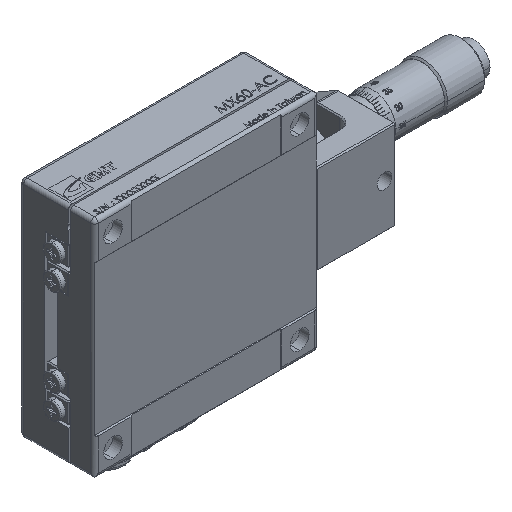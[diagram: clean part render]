
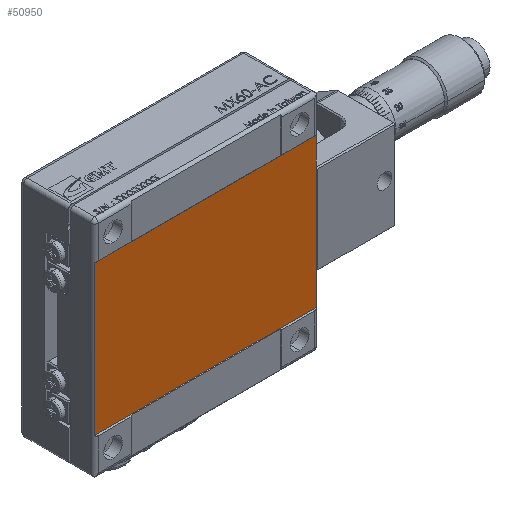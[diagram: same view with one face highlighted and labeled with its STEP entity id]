
A CAD part, isometric view. The second image highlights one B-rep face of the part: STEP entity #50950.
In plain terms, the highlighted planar face has unit normal (0, -1, 0).
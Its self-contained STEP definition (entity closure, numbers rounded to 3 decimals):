
#4247 = EDGE_CURVE ( 'NONE', #9523, #98535, #117292, .T. ) ;
#5705 = CARTESIAN_POINT ( 'NONE',  ( 31.374, -10.094, 20. ) ) ;
#8198 = LINE ( 'NONE', #75143, #81348 ) ;
#8319 = ORIENTED_EDGE ( 'NONE', *, *, #47414, .T. ) ;
#9523 = VERTEX_POINT ( 'NONE', #62314 ) ;
#9974 = FACE_OUTER_BOUND ( 'NONE', #26396, .T. ) ;
#16572 = CARTESIAN_POINT ( 'NONE',  ( -28.341, -10.094, -20. ) ) ;
#17143 = ORIENTED_EDGE ( 'NONE', *, *, #4247, .T. ) ;
#19363 = EDGE_CURVE ( 'NONE', #38040, #98535, #8198, .T. ) ;
#25940 = DIRECTION ( 'NONE',  ( 0., 0., 1. ) ) ;
#26396 = EDGE_LOOP ( 'NONE', ( #66045, #8319, #68004, #17143 ) ) ;
#26725 = CARTESIAN_POINT ( 'NONE',  ( 31.088, -10.094, -20. ) ) ;
#31384 = PLANE ( 'NONE',  #35552 ) ;
#35552 = AXIS2_PLACEMENT_3D ( 'NONE', #104762, #105963, #51021 ) ;
#38040 = VERTEX_POINT ( 'NONE', #61257 ) ;
#44125 = VECTOR ( 'NONE', #55314, 1000. ) ;
#47414 = EDGE_CURVE ( 'NONE', #38040, #74185, #105201, .T. ) ;
#50950 = ADVANCED_FACE ( 'NONE', ( #9974 ), #31384, .F. ) ;
#51021 = DIRECTION ( 'NONE',  ( 0., 0., 1. ) ) ;
#55314 = DIRECTION ( 'NONE',  ( 0., 0., -1. ) ) ;
#56355 = VECTOR ( 'NONE', #25940, 1000. ) ;
#61257 = CARTESIAN_POINT ( 'NONE',  ( 31.088, -10.094, -20. ) ) ;
#62314 = CARTESIAN_POINT ( 'NONE',  ( -28.341, -10.094, 20. ) ) ;
#64573 = CARTESIAN_POINT ( 'NONE',  ( -28.341, -10.094, 20. ) ) ;
#66045 = ORIENTED_EDGE ( 'NONE', *, *, #19363, .F. ) ;
#68004 = ORIENTED_EDGE ( 'NONE', *, *, #113086, .T. ) ;
#69660 = VECTOR ( 'NONE', #69827, 1000. ) ;
#69827 = DIRECTION ( 'NONE',  ( -1., 0., 0. ) ) ;
#72802 = DIRECTION ( 'NONE',  ( -1., 0., 0. ) ) ;
#74185 = VERTEX_POINT ( 'NONE', #116800 ) ;
#75143 = CARTESIAN_POINT ( 'NONE',  ( 31.374, -10.094, -20. ) ) ;
#81348 = VECTOR ( 'NONE', #72802, 1000. ) ;
#94010 = LINE ( 'NONE', #5705, #69660 ) ;
#98535 = VERTEX_POINT ( 'NONE', #16572 ) ;
#104762 = CARTESIAN_POINT ( 'NONE',  ( 31.374, -10.094, 20. ) ) ;
#105201 = LINE ( 'NONE', #26725, #56355 ) ;
#105963 = DIRECTION ( 'NONE',  ( 0., 1., 0. ) ) ;
#113086 = EDGE_CURVE ( 'NONE', #74185, #9523, #94010, .T. ) ;
#116800 = CARTESIAN_POINT ( 'NONE',  ( 31.088, -10.094, 20. ) ) ;
#117292 = LINE ( 'NONE', #64573, #44125 ) ;
